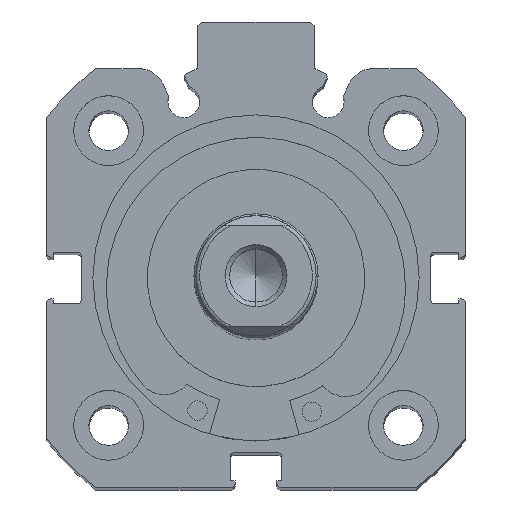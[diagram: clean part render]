
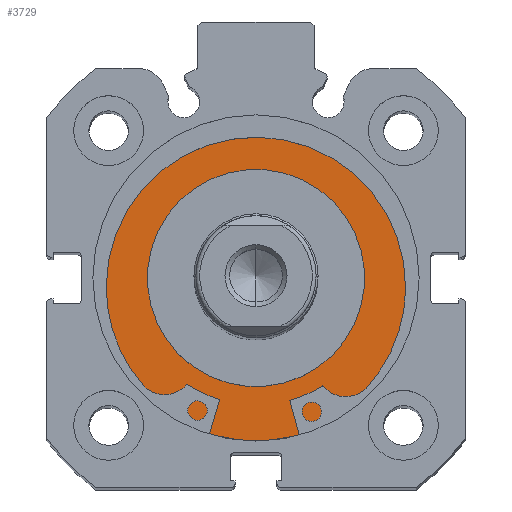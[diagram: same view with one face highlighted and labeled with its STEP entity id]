
A CAD part, top view. The second image highlights one B-rep face of the part: STEP entity #3729.
In plain terms, the highlighted face is planar.
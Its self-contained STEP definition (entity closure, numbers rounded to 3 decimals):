
#855 = AXIS2_PLACEMENT_3D ( 'NONE', #6965, #6966, #6967 ) ;
#857 = AXIS2_PLACEMENT_3D ( 'NONE', #6978, #6979, #6980 ) ;
#864 = AXIS2_PLACEMENT_3D ( 'NONE', #6995, #7001, #7002 ) ;
#865 = AXIS2_PLACEMENT_3D ( 'NONE', #6998, #7003, #7004 ) ;
#897 = AXIS2_PLACEMENT_3D ( 'NONE', #7110, #7112, #7113 ) ;
#1035 = CIRCLE ( 'NONE', #855, 21. ) ;
#1044 = CIRCLE ( 'NONE', #857, 14. ) ;
#1054 = CIRCLE ( 'NONE', #864, 14. ) ;
#1055 = CIRCLE ( 'NONE', #865, 21. ) ;
#1099 = FACE_BOUND ( 'NONE', #2101, .T. ) ;
#1110 = FACE_OUTER_BOUND ( 'NONE', #2086, .T. ) ;
#2086 = EDGE_LOOP ( 'NONE', ( #2191, #2190 ) ) ;
#2101 = EDGE_LOOP ( 'NONE', ( #2193, #2192 ) ) ;
#2190 = ORIENTED_EDGE ( 'NONE', *, *, #3277, .T. ) ;
#2191 = ORIENTED_EDGE ( 'NONE', *, *, #3262, .T. ) ;
#2192 = ORIENTED_EDGE ( 'NONE', *, *, #3276, .F. ) ;
#2193 = ORIENTED_EDGE ( 'NONE', *, *, #3268, .F. ) ;
#3262 = EDGE_CURVE ( 'NONE', #4029, #4028, #1035, .T. ) ;
#3268 = EDGE_CURVE ( 'NONE', #3899, #3857, #1044, .T. ) ;
#3276 = EDGE_CURVE ( 'NONE', #3857, #3899, #1054, .T. ) ;
#3277 = EDGE_CURVE ( 'NONE', #4028, #4029, #1055, .T. ) ;
#3729 = ADVANCED_FACE ( 'NONE', ( #1099, #1110 ), #7111, .F. ) ;
#3857 = VERTEX_POINT ( 'NONE', #7350 ) ;
#3899 = VERTEX_POINT ( 'NONE', #7392 ) ;
#4028 = VERTEX_POINT ( 'NONE', #7513 ) ;
#4029 = VERTEX_POINT ( 'NONE', #7514 ) ;
#6965 = CARTESIAN_POINT ( 'NONE',  ( 3.5, 0., 0. ) ) ;
#6966 = DIRECTION ( 'NONE',  ( -1., 0., 0. ) ) ;
#6967 = DIRECTION ( 'NONE',  ( 0., 0., 1. ) ) ;
#6978 = CARTESIAN_POINT ( 'NONE',  ( 3.5, 0., 0. ) ) ;
#6979 = DIRECTION ( 'NONE',  ( -1., 0., 0. ) ) ;
#6980 = DIRECTION ( 'NONE',  ( 0., 0., 1. ) ) ;
#6995 = CARTESIAN_POINT ( 'NONE',  ( 3.5, 0., 0. ) ) ;
#6998 = CARTESIAN_POINT ( 'NONE',  ( 3.5, 0., 0. ) ) ;
#7001 = DIRECTION ( 'NONE',  ( -1., 0., 0. ) ) ;
#7002 = DIRECTION ( 'NONE',  ( 0., 0., 1. ) ) ;
#7003 = DIRECTION ( 'NONE',  ( -1., 0., 0. ) ) ;
#7004 = DIRECTION ( 'NONE',  ( 0., 0., 1. ) ) ;
#7110 = CARTESIAN_POINT ( 'NONE',  ( 3.5, 21., 0. ) ) ;
#7111 = PLANE ( 'NONE',  #897 ) ;
#7112 = DIRECTION ( 'NONE',  ( 1., 0., 0. ) ) ;
#7113 = DIRECTION ( 'NONE',  ( 0., 0., -1. ) ) ;
#7350 = CARTESIAN_POINT ( 'NONE',  ( 3.5, 0., -14. ) ) ;
#7392 = CARTESIAN_POINT ( 'NONE',  ( 3.5, 0., 14. ) ) ;
#7513 = CARTESIAN_POINT ( 'NONE',  ( 3.5, 0., -21. ) ) ;
#7514 = CARTESIAN_POINT ( 'NONE',  ( 3.5, 0., 21. ) ) ;
